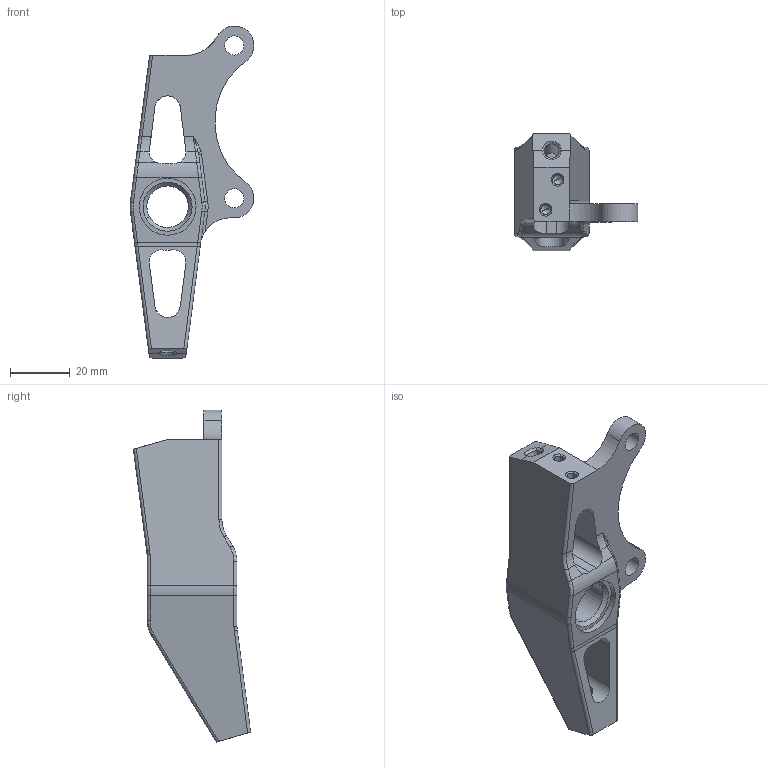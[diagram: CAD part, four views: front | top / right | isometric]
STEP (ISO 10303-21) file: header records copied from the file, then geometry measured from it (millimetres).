
FILE_DESCRIPTION(('CATIA V5 STEP Exchange'),'2;1');
FILE_NAME('Pivot gauche.stp','2019-03-02T16:32:13+00:00',('none'),('none'),'CATIA Version 5 Release 19 GA (IN-10)','CATIA V5 STEP AP203','none');
FILE_SCHEMA(('CONFIG_CONTROL_DESIGN'));
Length unit declared in the file: millimetre
Products named in the file (1): Pivot gauche
Bounding box: 41.25 x 39.13 x 110.74 mm (x, y, z)
Volume: 36594.6 mm3; surface area: 14890.7 mm2
Topology: 1 solids, 1 shells, 124 faces, 322 edges, 194 vertices
Faces by surface type: cylinder 59, plane 25, cone 22, bspline 12, torus 6
Entity records: 4404 total; most frequent: CARTESIAN_POINT 1613, ORIENTED_EDGE 634, DIRECTION 435, EDGE_CURVE 317, VERTEX_POINT 194, AXIS2_PLACEMENT_3D 190, VECTOR 150, LINE 150
